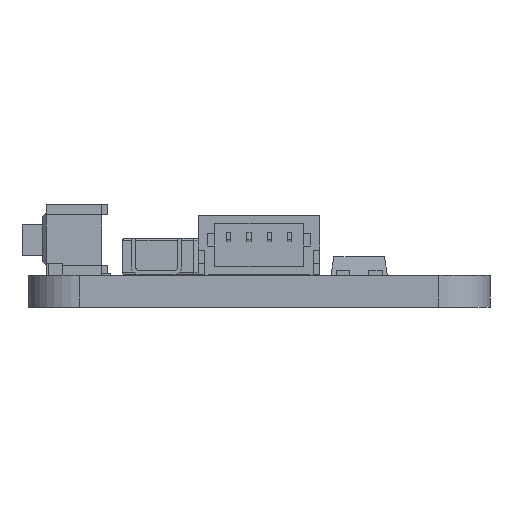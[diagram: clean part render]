
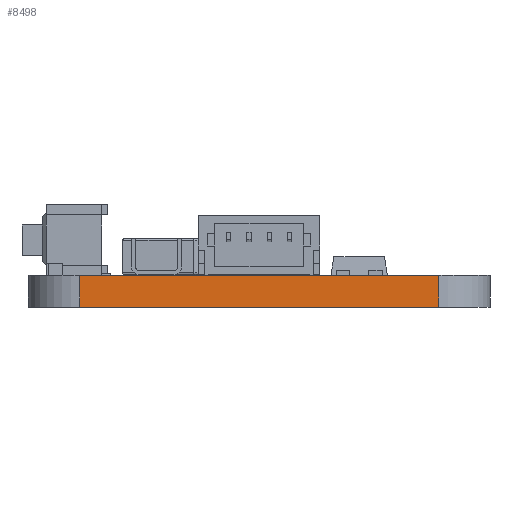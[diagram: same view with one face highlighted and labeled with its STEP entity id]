
A CAD part, left-side view. The second image highlights one B-rep face of the part: STEP entity #8498.
In plain terms, the highlighted planar face has unit normal (-1, 0, 0).
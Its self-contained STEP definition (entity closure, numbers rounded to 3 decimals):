
#326=PLANE('',#9228);
#711=FACE_OUTER_BOUND('',#1162,.T.);
#1162=EDGE_LOOP('',(#6119,#6120,#6121,#6122));
#1835=LINE('',#12716,#2721);
#1836=LINE('',#12718,#2722);
#1837=LINE('',#12720,#2723);
#1838=LINE('',#12721,#2724);
#2721=VECTOR('',#10396,10.);
#2722=VECTOR('',#10397,10.);
#2723=VECTOR('',#10398,10.);
#2724=VECTOR('',#10399,10.);
#3978=VERTEX_POINT('',#12714);
#3979=VERTEX_POINT('',#12715);
#3980=VERTEX_POINT('',#12717);
#3981=VERTEX_POINT('',#12719);
#4842=EDGE_CURVE('',#3978,#3979,#1835,.T.);
#4843=EDGE_CURVE('',#3978,#3980,#1836,.T.);
#4844=EDGE_CURVE('',#3981,#3980,#1837,.T.);
#4845=EDGE_CURVE('',#3979,#3981,#1838,.T.);
#6119=ORIENTED_EDGE('',*,*,#4842,.F.);
#6120=ORIENTED_EDGE('',*,*,#4843,.T.);
#6121=ORIENTED_EDGE('',*,*,#4844,.F.);
#6122=ORIENTED_EDGE('',*,*,#4845,.F.);
#8498=ADVANCED_FACE('',(#711),#326,.T.);
#9228=AXIS2_PLACEMENT_3D('',#12713,#10394,#10395);
#10394=DIRECTION('center_axis',(-1.,0.,0.));
#10395=DIRECTION('ref_axis',(0.,-1.,0.));
#10396=DIRECTION('',(0.,1.,0.));
#10397=DIRECTION('',(0.,0.,1.));
#10398=DIRECTION('',(0.,-1.,0.));
#10399=DIRECTION('',(0.,0.,1.));
#12713=CARTESIAN_POINT('Origin',(0.,20.32,0.));
#12714=CARTESIAN_POINT('',(0.,2.54,0.));
#12715=CARTESIAN_POINT('',(0.,20.32,0.));
#12716=CARTESIAN_POINT('',(0.,2.54,0.));
#12717=CARTESIAN_POINT('',(0.,2.54,1.57));
#12718=CARTESIAN_POINT('',(0.,2.54,0.));
#12719=CARTESIAN_POINT('',(0.,20.32,1.57));
#12720=CARTESIAN_POINT('',(0.,2.54,1.57));
#12721=CARTESIAN_POINT('',(0.,20.32,0.));
